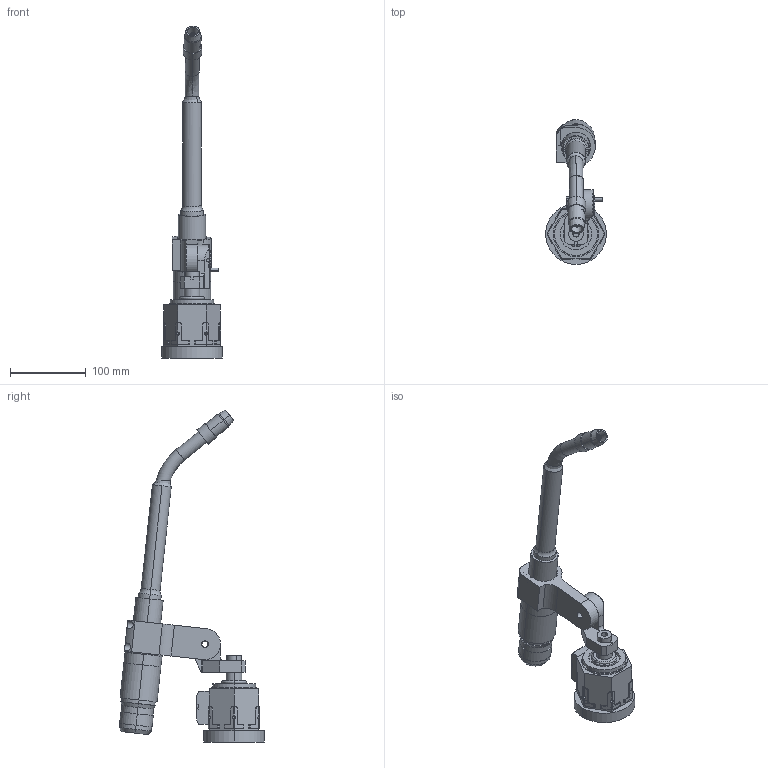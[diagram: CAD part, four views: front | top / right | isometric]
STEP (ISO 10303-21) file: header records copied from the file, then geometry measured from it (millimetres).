
FILE_DESCRIPTION (( 'STEP AP203' ), '1' );
FILE_NAME ('BINZEL_Default_sldprt.STEP', '2024-10-16T02:19:43', ( '' ), ( '' ), 'SwSTEP 2.0', 'SolidWorks 2022', '' );
FILE_SCHEMA (( 'CONFIG_CONTROL_DESIGN' ));
Products named in the file (1): BINZEL_Default_sldprt
Bounding box: 80 x 191.04 x 437.74 mm (x, y, z)
Volume: 430446.5 mm3; surface area: 208457.3 mm2
Topology: 28 solids, 28 shells, 1072 faces, 2768 edges, 1821 vertices
Faces by surface type: plane 551, cylinder 402, bspline 87, torus 20, cone 12
Entity records: 41461 total; most frequent: CARTESIAN_POINT 15420, ORIENTED_EDGE 5536, DIRECTION 5146, EDGE_CURVE 2768, VERTEX_POINT 1821, AXIS2_PLACEMENT_3D 1776, LINE 1594, VECTOR 1594
